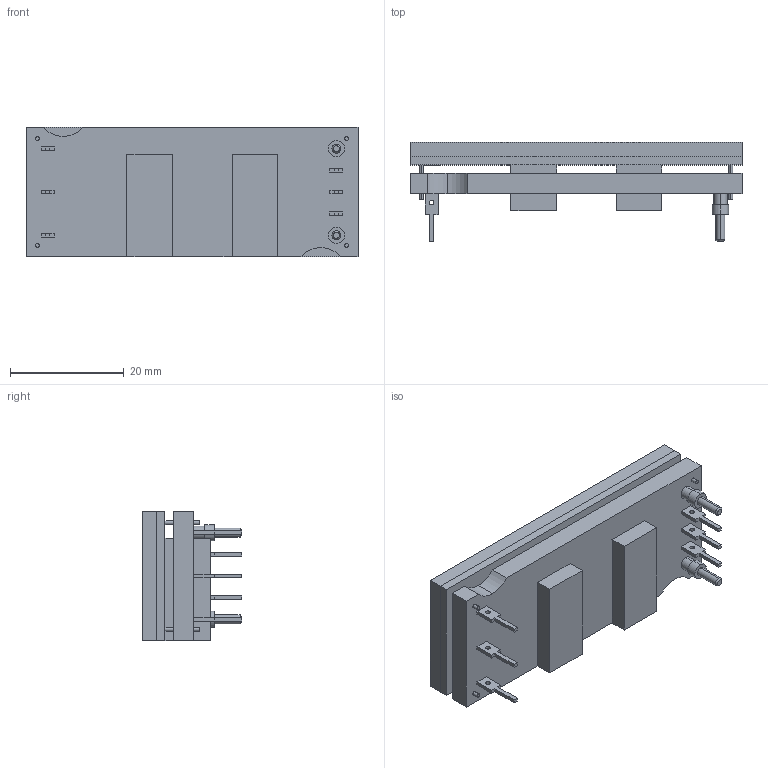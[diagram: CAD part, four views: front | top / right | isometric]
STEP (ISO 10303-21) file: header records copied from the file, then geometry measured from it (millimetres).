
FILE_DESCRIPTION (( 'STEP AP214' ), '1' );
FILE_NAME ('EHHD010A0B41-HZ.STEP', '2019-05-29T21:59:31', ( '' ), ( '' ), 'SwSTEP 2.0', 'SolidWorks 2017', '' );
FILE_SCHEMA (( 'AUTOMOTIVE_DESIGN' ));
Length unit declared in the file: millimetre
Products named in the file (1): EHHD010A0B41-HZ
Bounding box: 58.4 x 17.5 x 22.8 mm (x, y, z)
Volume: 11334.9 mm3; surface area: 10816 mm2
Topology: 17 solids, 17 shells, 227 faces, 559 edges, 370 vertices
Faces by surface type: plane 118, cylinder 93, bspline 12, cone 4
Entity records: 9535 total; most frequent: CARTESIAN_POINT 4019, ORIENTED_EDGE 1118, DIRECTION 1047, EDGE_CURVE 559, VERTEX_POINT 370, AXIS2_PLACEMENT_3D 356, LINE 335, VECTOR 335
